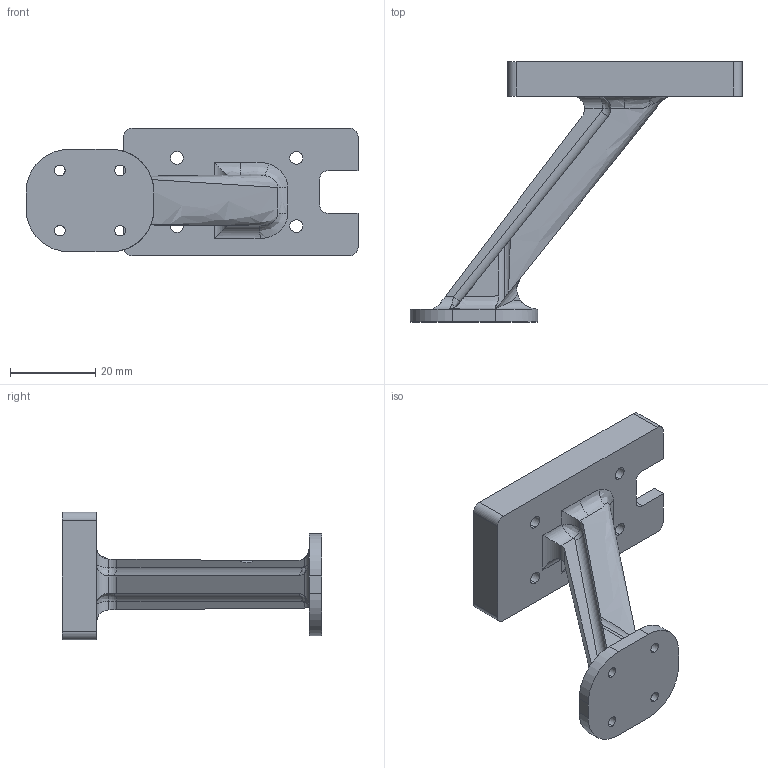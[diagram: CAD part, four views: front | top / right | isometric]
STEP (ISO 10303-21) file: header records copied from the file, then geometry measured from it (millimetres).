
FILE_DESCRIPTION (( 'STEP AP214' ), '1' );
FILE_NAME ('延长架子-斜拉n150—未来7100Pro尼龙 黑色.STEP', '2025-10-28T03:35:57', ( '' ), ( '' ), 'SwSTEP 2.0', 'SolidWorks 2022', '' );
FILE_SCHEMA (( 'AUTOMOTIVE_DESIGN' ));
Length unit declared in the file: millimetre
Products named in the file (1): 延长架子-斜拉n150—未来7100Pro尼龙 黑色
Bounding box: 77.92 x 61 x 30 mm (x, y, z)
Volume: 14653.6 mm3; surface area: 9029.8 mm2
Topology: 1 solids, 1 shells, 99 faces, 279 edges, 179 vertices
Faces by surface type: cylinder 51, plane 28, bspline 18, torus 2
Entity records: 4228 total; most frequent: CARTESIAN_POINT 1802, ORIENTED_EDGE 550, DIRECTION 440, EDGE_CURVE 275, VERTEX_POINT 179, AXIS2_PLACEMENT_3D 161, LINE 118, VECTOR 118
